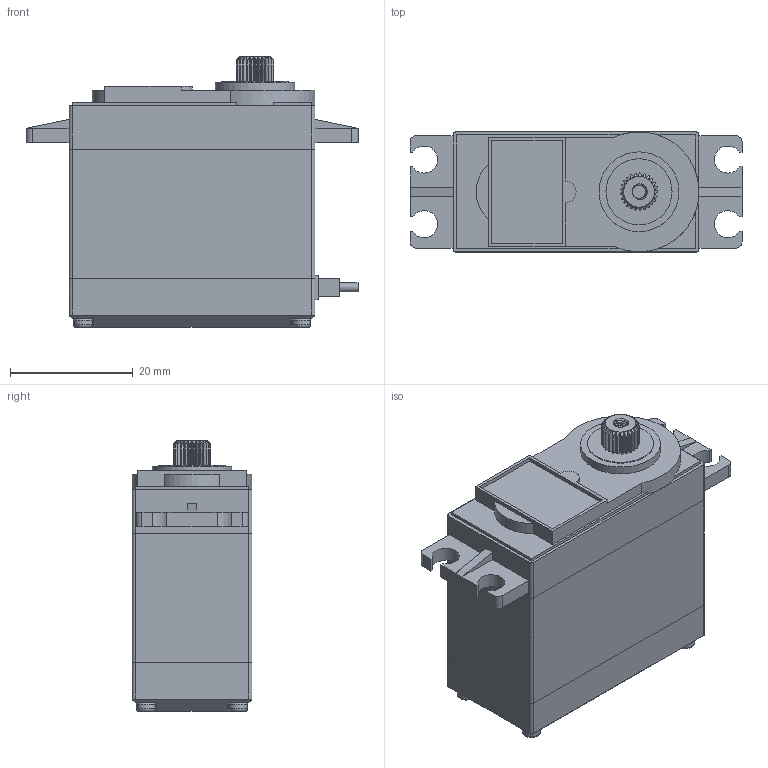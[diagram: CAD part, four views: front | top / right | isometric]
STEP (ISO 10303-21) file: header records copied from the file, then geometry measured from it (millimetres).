
FILE_DESCRIPTION(/* description */ (''),/* implementation_level */ '2;1');
FILE_NAME(/* name */ 'mg996r.step',/* time_stamp */ '2024-02-01T16:22:36+01:00',/* author */ (''),/* organization */ (''),/* preprocessor_version */ 'ST-DEVELOPER v20',/* originating_system */ 'Autodesk Translation Framework v12.14.0.127',/* authorisation */ '');
FILE_SCHEMA (('AUTOMOTIVE_DESIGN { 1 0 10303 214 3 1 1 }'));
Length unit declared in the file: millimetre
Products named in the file (2): mg996r; Spur Gear (25 teeth)
Assembly tree (1 placements, depth 2):
  mg996r
    Spur Gear (25 teeth)
Bounding box: 54 x 19.5 x 44.05 mm (x, y, z)
Volume: 30279.4 mm3; surface area: 10315.5 mm2
Topology: 12 solids, 12 shells, 421 faces, 1128 edges, 743 vertices
Faces by surface type: plane 226, cylinder 110, bspline 52, cone 25, torus 8
Full cylindrical faces by diameter (mm): 1.45 x3, 2.175 x8, 2.675 x8, 3 x4, 10.75 x1, 13 x1
Entity records: 30663 total; most frequent: CARTESIAN_POINT 20332, ORIENTED_EDGE 2256, DIRECTION 1946, EDGE_CURVE 1128, VERTEX_POINT 743, LINE 708, VECTOR 708, AXIS2_PLACEMENT_3D 619
